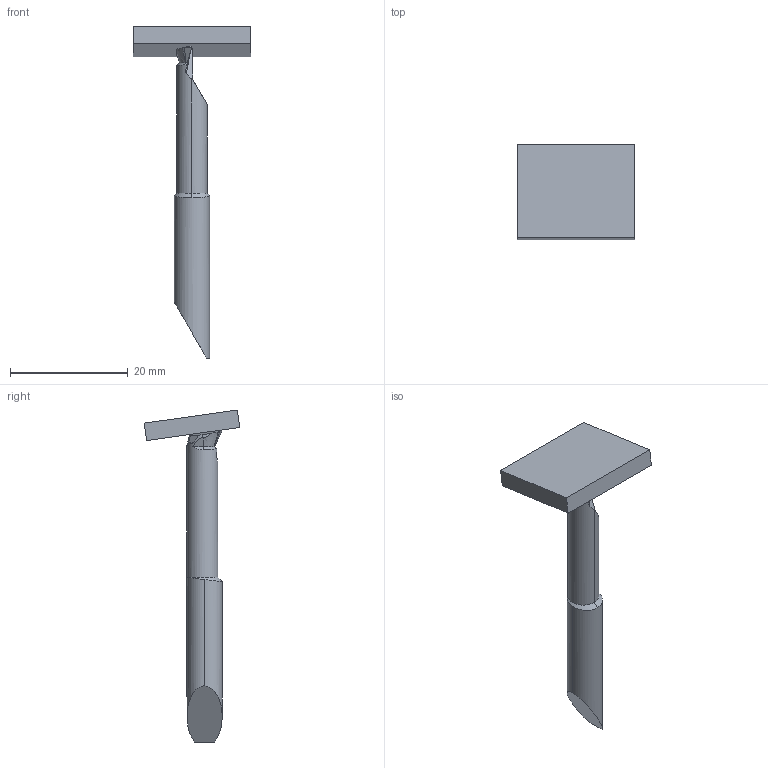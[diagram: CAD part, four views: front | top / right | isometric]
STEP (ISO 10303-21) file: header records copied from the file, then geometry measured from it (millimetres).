
FILE_DESCRIPTION (( 'STEP AP203' ), '1' );
FILE_NAME ('NCBP6R-62.25-020-YG812 [NCBP06R6225020T].STEP', '2023-06-02T10:18:38', ( '' ), ( '' ), 'SwSTEP 2.0', 'SolidWorks 2018', '' );
FILE_SCHEMA (( 'CONFIG_CONTROL_DESIGN' ));
Length unit declared in the file: millimetre
Products named in the file (1): NCBP6R-62.25-020-YG812 [NCBP06R6225020T]
Bounding box: 20 x 16.26 x 56.43 mm (x, y, z)
Volume: 2080 mm3; surface area: 1756.6 mm2
Topology: 2 solids, 2 shells, 32 faces, 81 edges, 52 vertices
Faces by surface type: plane 21, cylinder 5, cone 5, bspline 1
Entity records: 1130 total; most frequent: CARTESIAN_POINT 369, ORIENTED_EDGE 160, DIRECTION 116, EDGE_CURVE 80, VERTEX_POINT 52, LINE 44, VECTOR 44, AXIS2_PLACEMENT_3D 36
